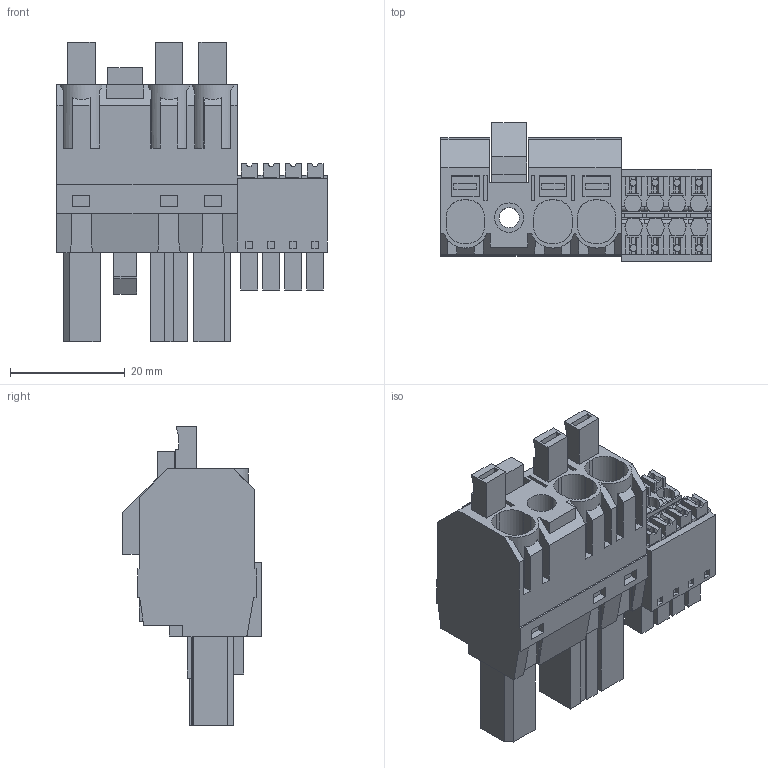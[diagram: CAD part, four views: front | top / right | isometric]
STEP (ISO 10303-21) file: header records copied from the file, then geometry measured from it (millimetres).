
FILE_DESCRIPTION(('CATIA V5 STEP Exchange','CAx-IF Rec.Pracs.--- Model Styling and Organization---1.4--- 2014-01-23'),'2;1');
FILE_NAME ('352458-3_0_2628740000_2628740000.stp','2023-09-07T12:40:39+00:00',('none'),('Weidmueller'),'CATIA Version 5-6 Release 2016 SP3 HF44','CATIA V5 STEP AP214','none');
FILE_SCHEMA(('AUTOMOTIVE_DESIGN { 1 0 10303 214 1 1 1 1 }'));
Length unit declared in the file: millimetre
Products named in the file (1): 2628740000
Bounding box: 47.03 x 24.13 x 52.11 mm (x, y, z)
Volume: 21221.1 mm3; surface area: 12447 mm2
Topology: 13 solids, 13 shells, 836 faces, 2288 edges, 1519 vertices
Faces by surface type: plane 747, cylinder 89
Entity records: 24904 total; most frequent: CARTESIAN_POINT 4903, ORIENTED_EDGE 4576, DIRECTION 3310, EDGE_CURVE 2288, VECTOR 2014, LINE 2014, VERTEX_POINT 1519, EDGE_LOOP 895
